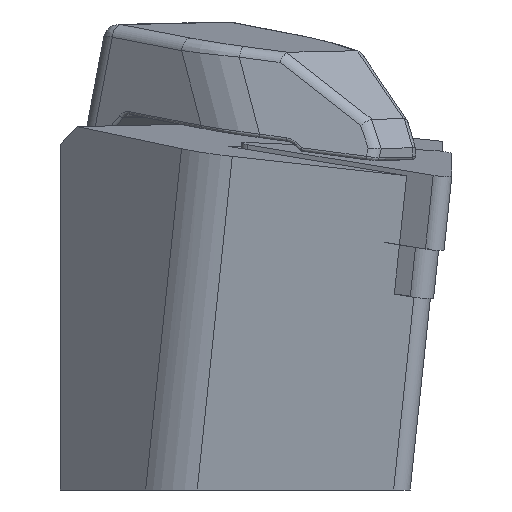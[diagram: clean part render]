
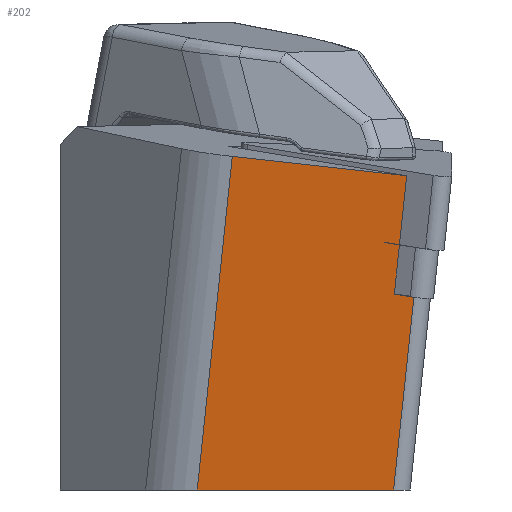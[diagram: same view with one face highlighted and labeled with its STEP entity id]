
A CAD part, left-side view. The second image highlights one B-rep face of the part: STEP entity #202.
In plain terms, the highlighted planar face has unit normal (-0.993, 0.063, -0.098).
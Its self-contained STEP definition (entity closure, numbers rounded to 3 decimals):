
#202=ADVANCED_FACE('',(#371),#322,.F.);
#322=PLANE('',#2069);
#371=FACE_OUTER_BOUND('',#485,.T.);
#485=EDGE_LOOP('',(#985,#986,#987,#988,#989,#990,#991));
#614=LINE('',#2909,#777);
#619=LINE('',#2923,#782);
#642=LINE('',#2969,#805);
#643=LINE('',#2972,#806);
#644=LINE('',#2973,#807);
#645=LINE('',#2975,#808);
#646=LINE('',#2977,#809);
#777=VECTOR('',#2299,1.);
#782=VECTOR('',#2310,1.);
#805=VECTOR('',#2345,1.);
#806=VECTOR('',#2346,1.);
#807=VECTOR('',#2347,1.);
#808=VECTOR('',#2348,1.);
#809=VECTOR('',#2349,1.);
#985=ORIENTED_EDGE('',*,*,#1741,.T.);
#986=ORIENTED_EDGE('',*,*,#1742,.T.);
#987=ORIENTED_EDGE('',*,*,#1711,.T.);
#988=ORIENTED_EDGE('',*,*,#1718,.F.);
#989=ORIENTED_EDGE('',*,*,#1743,.T.);
#990=ORIENTED_EDGE('',*,*,#1744,.F.);
#991=ORIENTED_EDGE('',*,*,#1745,.F.);
#1524=VERTEX_POINT('',#2905);
#1525=VERTEX_POINT('',#2908);
#1531=VERTEX_POINT('',#2922);
#1549=VERTEX_POINT('',#2970);
#1550=VERTEX_POINT('',#2971);
#1551=VERTEX_POINT('',#2974);
#1552=VERTEX_POINT('',#2976);
#1711=EDGE_CURVE('',#1524,#1525,#614,.T.);
#1718=EDGE_CURVE('',#1531,#1525,#619,.T.);
#1741=EDGE_CURVE('',#1549,#1550,#642,.T.);
#1742=EDGE_CURVE('',#1550,#1524,#643,.T.);
#1743=EDGE_CURVE('',#1531,#1551,#644,.T.);
#1744=EDGE_CURVE('',#1552,#1551,#645,.T.);
#1745=EDGE_CURVE('',#1549,#1552,#646,.T.);
#2069=AXIS2_PLACEMENT_3D('',#2978,#2350,#2351);
#2299=DIRECTION('',(-0.105,-0.104,0.989));
#2310=DIRECTION('',(-0.052,-0.993,-0.11));
#2345=DIRECTION('',(0.052,0.993,0.11));
#2346=DIRECTION('',(-0.105,-0.104,0.989));
#2347=DIRECTION('',(0.105,0.104,-0.989));
#2348=DIRECTION('',(0.063,0.998,0.));
#2349=DIRECTION('',(0.105,0.104,-0.989));
#2350=DIRECTION('',(0.993,-0.063,0.098));
#2351=DIRECTION('',(0.099,0.,-0.995));
#2905=CARTESIAN_POINT('',(1.537,-21.657,-4.352));
#2908=CARTESIAN_POINT('',(1.071,-22.12,0.059));
#2909=CARTESIAN_POINT('',(0.824,-22.366,2.393));
#2922=CARTESIAN_POINT('',(1.655,-10.987,1.291));
#2923=CARTESIAN_POINT('',(1.005,-23.377,-0.08));
#2969=CARTESIAN_POINT('',(1.804,-22.582,-7.637));
#2970=CARTESIAN_POINT('',(1.804,-22.582,-7.637));
#2971=CARTESIAN_POINT('',(1.869,-21.326,-7.498));
#2972=CARTESIAN_POINT('',(0.824,-22.366,2.393));
#2973=CARTESIAN_POINT('',(5.804,-6.86,-37.975));
#2974=CARTESIAN_POINT('',(3.905,-8.749,-20.));
#2975=CARTESIAN_POINT('',(3.247,-19.129,-20.));
#2976=CARTESIAN_POINT('',(3.11,-21.283,-20.));
#2977=CARTESIAN_POINT('',(5.155,-19.25,-39.346));
#2978=CARTESIAN_POINT('',(5.155,-19.25,-39.346));
